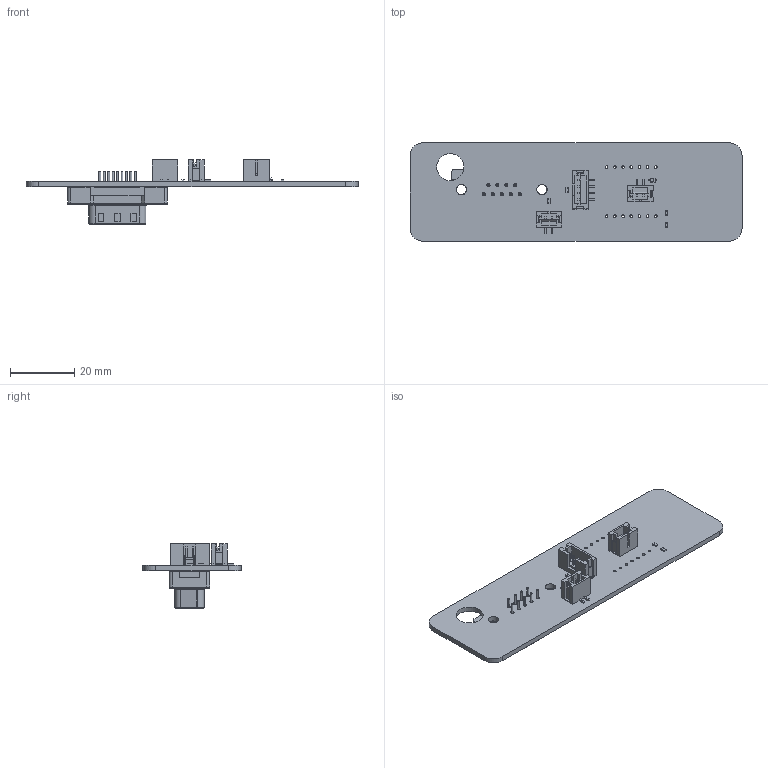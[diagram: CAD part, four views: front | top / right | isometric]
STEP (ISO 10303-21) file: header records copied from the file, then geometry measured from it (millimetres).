
FILE_DESCRIPTION(('KiCad electronic assembly'),'2;1');
FILE_NAME('back_v3.step','2021-01-16T17:43:20',('An Author'),( 'A Company'),'Open CASCADE STEP processor 6.9', 'KiCad to STEP converter','Unknown');
FILE_SCHEMA(('AUTOMOTIVE_DESIGN { 1 0 10303 214 1 1 1 1 }'));
Length unit declared in the file: millimetre
Products named in the file (12): Open CASCADE STEP translator 6.9 1; R_0603_1608Metric; SOLID; D_SOD-323; 191-009-113; B4B-PH-SM4-TB; B2B-PH-SM4-TB; COMPOUND
Assembly tree (15 placements, depth 3):
  Open CASCADE STEP translator 6.9 1
    R_0603_1608Metric  x4
      SOLID
    D_SOD-323
      SOLID
    191-009-113
      SOLID
    B4B-PH-SM4-TB
      SOLID
    B2B-PH-SM4-TB  x2
      SOLID
    COMPOUND
Bounding box: 103 x 30.5 x 19.9 mm (x, y, z)
Volume: 7084.8 mm3; surface area: 10350.8 mm2
Topology: 10 solids, 10 shells, 726 faces, 1860 edges, 1197 vertices
Faces by surface type: plane 512, cylinder 136, bspline 50, revolution 18, torus 10
Full cylindrical faces by diameter (mm): 0.8 x14, 1 x9, 3.2 x2, 8.4 x1
Entity records: 41083 total; most frequent: CARTESIAN_POINT 8961, DIRECTION 5320, LINE 3635, VECTOR 3635, ORIENTED_EDGE 2892, PCURVE 2892, DEFINITIONAL_REPRESENTATION 2892, EDGE_CURVE 1446
